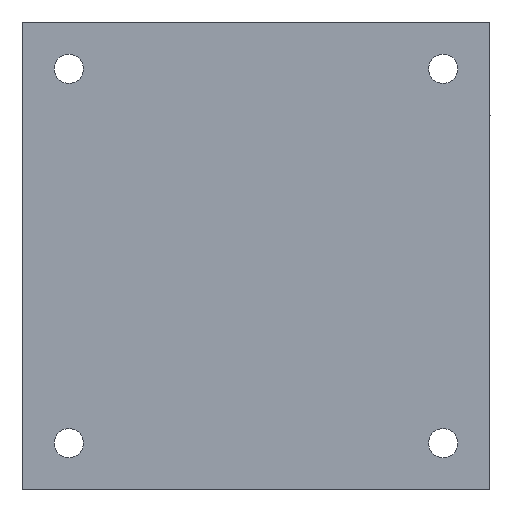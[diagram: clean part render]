
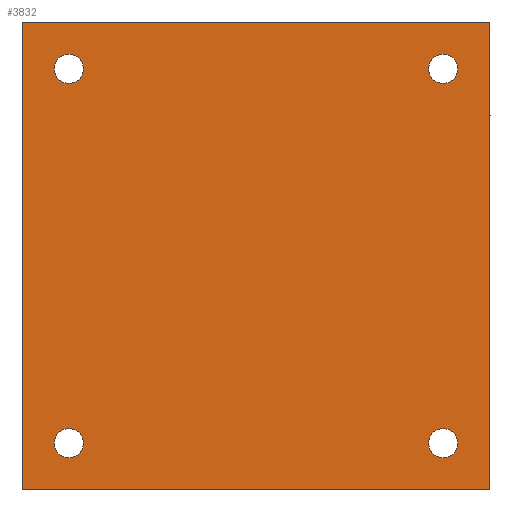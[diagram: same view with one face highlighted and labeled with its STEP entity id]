
A CAD part, front view. The second image highlights one B-rep face of the part: STEP entity #3832.
In plain terms, the highlighted planar face has unit normal (0, -1, 0).
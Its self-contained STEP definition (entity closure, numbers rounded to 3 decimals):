
#129 = ORIENTED_EDGE ( 'NONE', *, *, #6957, .T. ) ;
#162 = DIRECTION ( 'NONE',  ( 0., 0., 1. ) ) ;
#206 = VERTEX_POINT ( 'NONE', #732 ) ;
#297 = CARTESIAN_POINT ( 'NONE',  ( -16., 0., -16. ) ) ;
#446 = VECTOR ( 'NONE', #6485, 1000. ) ;
#595 = VERTEX_POINT ( 'NONE', #4739 ) ;
#599 = CARTESIAN_POINT ( 'NONE',  ( -16., 0., 14.75 ) ) ;
#732 = CARTESIAN_POINT ( 'NONE',  ( -16., 0., 17.25 ) ) ;
#749 = LINE ( 'NONE', #2989, #446 ) ;
#830 = VERTEX_POINT ( 'NONE', #1511 ) ;
#838 = CIRCLE ( 'NONE', #3268, 1.25 ) ;
#868 = ORIENTED_EDGE ( 'NONE', *, *, #4658, .T. ) ;
#888 = VERTEX_POINT ( 'NONE', #5619 ) ;
#1043 = DIRECTION ( 'NONE',  ( -1., 0., 0. ) ) ;
#1108 = CARTESIAN_POINT ( 'NONE',  ( -16., 0., 16. ) ) ;
#1115 = CARTESIAN_POINT ( 'NONE',  ( 20., 0., -20. ) ) ;
#1142 = CIRCLE ( 'NONE', #5406, 1.25 ) ;
#1194 = DIRECTION ( 'NONE',  ( 0., 1., 0. ) ) ;
#1235 = ORIENTED_EDGE ( 'NONE', *, *, #2336, .T. ) ;
#1351 = CARTESIAN_POINT ( 'NONE',  ( -20., 0., 20. ) ) ;
#1447 = DIRECTION ( 'NONE',  ( 0., 1., 0. ) ) ;
#1511 = CARTESIAN_POINT ( 'NONE',  ( -20., 0., -20. ) ) ;
#1607 = LINE ( 'NONE', #5137, #5783 ) ;
#1623 = DIRECTION ( 'NONE',  ( 0., 1., 0. ) ) ;
#1763 = ORIENTED_EDGE ( 'NONE', *, *, #3004, .T. ) ;
#1766 = DIRECTION ( 'NONE',  ( 0., 1., 0. ) ) ;
#1786 = CIRCLE ( 'NONE', #6652, 1.25 ) ;
#1935 = EDGE_CURVE ( 'NONE', #5949, #3743, #1142, .T. ) ;
#2036 = EDGE_CURVE ( 'NONE', #2141, #830, #6258, .T. ) ;
#2054 = ORIENTED_EDGE ( 'NONE', *, *, #7114, .T. ) ;
#2141 = VERTEX_POINT ( 'NONE', #1115 ) ;
#2196 = CARTESIAN_POINT ( 'NONE',  ( 16., 0., 17.25 ) ) ;
#2277 = DIRECTION ( 'NONE',  ( 0., 0., 1. ) ) ;
#2336 = EDGE_CURVE ( 'NONE', #5278, #888, #4922, .T. ) ;
#2359 = FACE_BOUND ( 'NONE', #6236, .T. ) ;
#2487 = EDGE_LOOP ( 'NONE', ( #7143, #7416, #7500, #3601 ) ) ;
#2533 = VERTEX_POINT ( 'NONE', #599 ) ;
#2640 = VERTEX_POINT ( 'NONE', #4113 ) ;
#2855 = PLANE ( 'NONE',  #5177 ) ;
#2934 = CARTESIAN_POINT ( 'NONE',  ( 0., 0., 0. ) ) ;
#2987 = CIRCLE ( 'NONE', #5039, 1.25 ) ;
#2989 = CARTESIAN_POINT ( 'NONE',  ( 20., 0., 20. ) ) ;
#3004 = EDGE_CURVE ( 'NONE', #3743, #5949, #2987, .T. ) ;
#3009 = CIRCLE ( 'NONE', #4226, 1.25 ) ;
#3032 = DIRECTION ( 'NONE',  ( 0., 1., 0. ) ) ;
#3268 = AXIS2_PLACEMENT_3D ( 'NONE', #5187, #1766, #4680 ) ;
#3303 = VERTEX_POINT ( 'NONE', #4492 ) ;
#3308 = EDGE_CURVE ( 'NONE', #2640, #3303, #1607, .T. ) ;
#3433 = DIRECTION ( 'NONE',  ( 0., 1., 0. ) ) ;
#3588 = DIRECTION ( 'NONE',  ( 0., 0., 1. ) ) ;
#3601 = ORIENTED_EDGE ( 'NONE', *, *, #2036, .F. ) ;
#3640 = CARTESIAN_POINT ( 'NONE',  ( 16., 0., -16. ) ) ;
#3706 = LINE ( 'NONE', #1351, #6174 ) ;
#3743 = VERTEX_POINT ( 'NONE', #5743 ) ;
#3785 = DIRECTION ( 'NONE',  ( 0., 0., 1. ) ) ;
#3832 = ADVANCED_FACE ( 'NONE', ( #4148, #2359, #4595, #5824, #6319 ), #2855, .T. ) ;
#3940 = VECTOR ( 'NONE', #1043, 1000. ) ;
#4113 = CARTESIAN_POINT ( 'NONE',  ( -20., 0., 20. ) ) ;
#4122 = DIRECTION ( 'NONE',  ( 0., 1., 0. ) ) ;
#4123 = CARTESIAN_POINT ( 'NONE',  ( 16., 0., 16. ) ) ;
#4148 = FACE_BOUND ( 'NONE', #4691, .T. ) ;
#4226 = AXIS2_PLACEMENT_3D ( 'NONE', #5293, #4122, #3588 ) ;
#4256 = DIRECTION ( 'NONE',  ( 0., 0., 1. ) ) ;
#4353 = DIRECTION ( 'NONE',  ( 0., 1., 0. ) ) ;
#4450 = CIRCLE ( 'NONE', #5307, 1.25 ) ;
#4492 = CARTESIAN_POINT ( 'NONE',  ( 20., 0., 20. ) ) ;
#4595 = FACE_OUTER_BOUND ( 'NONE', #2487, .T. ) ;
#4633 = CARTESIAN_POINT ( 'NONE',  ( 16., 0., -14.75 ) ) ;
#4658 = EDGE_CURVE ( 'NONE', #206, #2533, #4450, .T. ) ;
#4666 = DIRECTION ( 'NONE',  ( 0., -1., 0. ) ) ;
#4680 = DIRECTION ( 'NONE',  ( 0., 0., 1. ) ) ;
#4691 = EDGE_LOOP ( 'NONE', ( #5536, #1235 ) ) ;
#4739 = CARTESIAN_POINT ( 'NONE',  ( 16., 0., -17.25 ) ) ;
#4749 = EDGE_CURVE ( 'NONE', #7360, #595, #3009, .T. ) ;
#4895 = EDGE_CURVE ( 'NONE', #830, #2640, #3706, .T. ) ;
#4920 = DIRECTION ( 'NONE',  ( 0., 0., 1. ) ) ;
#4922 = CIRCLE ( 'NONE', #5036, 1.25 ) ;
#5036 = AXIS2_PLACEMENT_3D ( 'NONE', #5385, #3032, #4920 ) ;
#5039 = AXIS2_PLACEMENT_3D ( 'NONE', #5813, #1623, #2277 ) ;
#5053 = ORIENTED_EDGE ( 'NONE', *, *, #4749, .T. ) ;
#5137 = CARTESIAN_POINT ( 'NONE',  ( -20., 0., 20. ) ) ;
#5177 = AXIS2_PLACEMENT_3D ( 'NONE', #2934, #4666, #5898 ) ;
#5187 = CARTESIAN_POINT ( 'NONE',  ( -16., 0., 16. ) ) ;
#5278 = VERTEX_POINT ( 'NONE', #2196 ) ;
#5293 = CARTESIAN_POINT ( 'NONE',  ( 16., 0., -16. ) ) ;
#5307 = AXIS2_PLACEMENT_3D ( 'NONE', #1108, #3433, #6818 ) ;
#5379 = CARTESIAN_POINT ( 'NONE',  ( -16., 0., -17.25 ) ) ;
#5385 = CARTESIAN_POINT ( 'NONE',  ( 16., 0., 16. ) ) ;
#5406 = AXIS2_PLACEMENT_3D ( 'NONE', #297, #1447, #4256 ) ;
#5473 = ORIENTED_EDGE ( 'NONE', *, *, #1935, .T. ) ;
#5536 = ORIENTED_EDGE ( 'NONE', *, *, #5841, .T. ) ;
#5619 = CARTESIAN_POINT ( 'NONE',  ( 16., 0., 14.75 ) ) ;
#5743 = CARTESIAN_POINT ( 'NONE',  ( -16., 0., -14.75 ) ) ;
#5783 = VECTOR ( 'NONE', #7426, 1000. ) ;
#5813 = CARTESIAN_POINT ( 'NONE',  ( -16., 0., -16. ) ) ;
#5824 = FACE_BOUND ( 'NONE', #7261, .T. ) ;
#5841 = EDGE_CURVE ( 'NONE', #888, #5278, #1786, .T. ) ;
#5898 = DIRECTION ( 'NONE',  ( 0., 0., -1. ) ) ;
#5949 = VERTEX_POINT ( 'NONE', #5379 ) ;
#6163 = EDGE_CURVE ( 'NONE', #3303, #2141, #749, .T. ) ;
#6174 = VECTOR ( 'NONE', #162, 1000. ) ;
#6236 = EDGE_LOOP ( 'NONE', ( #5473, #1763 ) ) ;
#6258 = LINE ( 'NONE', #7435, #3940 ) ;
#6319 = FACE_BOUND ( 'NONE', #6964, .T. ) ;
#6441 = DIRECTION ( 'NONE',  ( 0., 0., 1. ) ) ;
#6485 = DIRECTION ( 'NONE',  ( 0., 0., -1. ) ) ;
#6652 = AXIS2_PLACEMENT_3D ( 'NONE', #4123, #1194, #6441 ) ;
#6669 = CIRCLE ( 'NONE', #7516, 1.25 ) ;
#6818 = DIRECTION ( 'NONE',  ( 0., 0., 1. ) ) ;
#6957 = EDGE_CURVE ( 'NONE', #2533, #206, #838, .T. ) ;
#6964 = EDGE_LOOP ( 'NONE', ( #129, #868 ) ) ;
#7114 = EDGE_CURVE ( 'NONE', #595, #7360, #6669, .T. ) ;
#7143 = ORIENTED_EDGE ( 'NONE', *, *, #6163, .F. ) ;
#7261 = EDGE_LOOP ( 'NONE', ( #2054, #5053 ) ) ;
#7360 = VERTEX_POINT ( 'NONE', #4633 ) ;
#7416 = ORIENTED_EDGE ( 'NONE', *, *, #3308, .F. ) ;
#7426 = DIRECTION ( 'NONE',  ( 1., 0., 0. ) ) ;
#7435 = CARTESIAN_POINT ( 'NONE',  ( -20., 0., -20. ) ) ;
#7500 = ORIENTED_EDGE ( 'NONE', *, *, #4895, .F. ) ;
#7516 = AXIS2_PLACEMENT_3D ( 'NONE', #3640, #4353, #3785 ) ;
